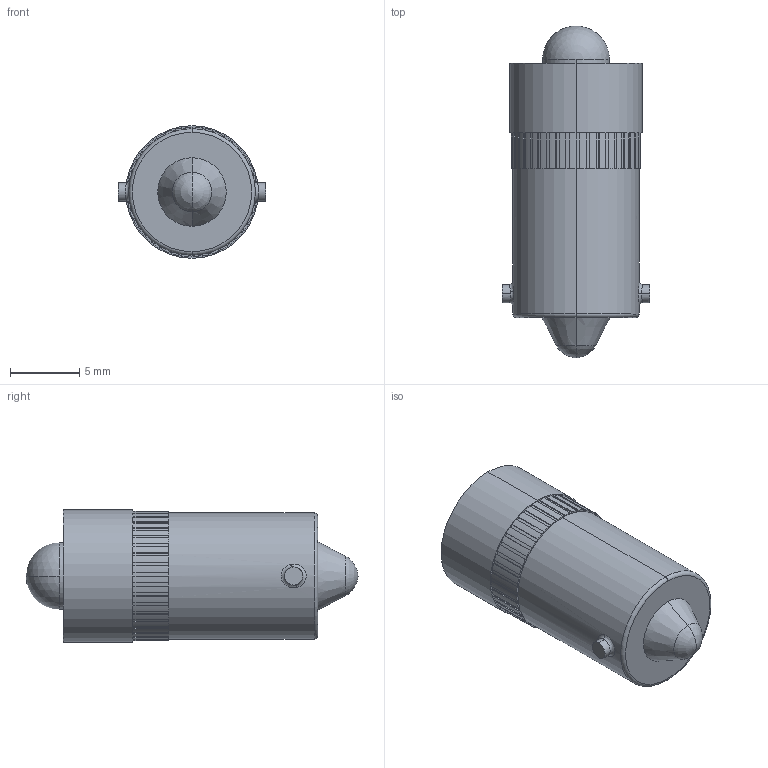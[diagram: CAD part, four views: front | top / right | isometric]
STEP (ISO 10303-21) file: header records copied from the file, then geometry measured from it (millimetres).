
FILE_DESCRIPTION (( 'STEP AP203' ), '1' );
FILE_NAME ('VC1860235W3D.STEP', '2019-12-27T22:40:48', ( '' ), ( '' ), 'SwSTEP 2.0', 'SolidWorks 2018', '' );
FILE_SCHEMA (( 'CONFIG_CONTROL_DESIGN' ));
Length unit declared in the file: inch
Products named in the file (1): VC1860235W3D
Bounding box: 10.67 x 24.01 x 9.6 mm (x, y, z)
Volume: 1184.7 mm3; surface area: 904.4 mm2
Topology: 1 solids, 1 shells, 195 faces, 556 edges, 366 vertices
Faces by surface type: cylinder 92, plane 87, cone 6, torus 4, bspline 4, sphere 2
Entity records: 6720 total; most frequent: CARTESIAN_POINT 1415, DIRECTION 1126, ORIENTED_EDGE 1104, EDGE_CURVE 552, AXIS2_PLACEMENT_3D 394, VERTEX_POINT 366, VECTOR 338, LINE 338
